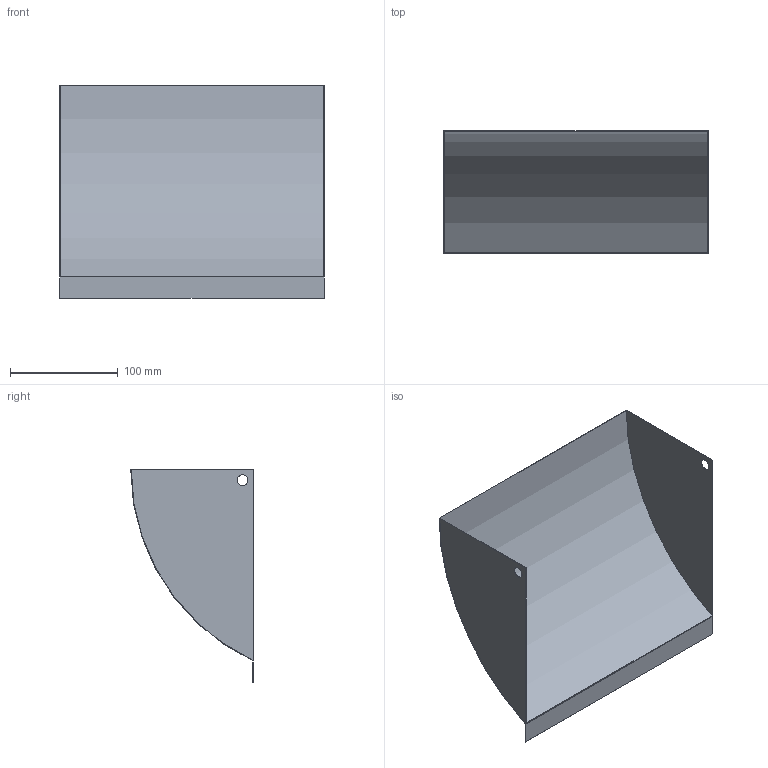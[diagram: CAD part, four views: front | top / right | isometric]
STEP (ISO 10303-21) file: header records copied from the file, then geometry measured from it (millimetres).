
FILE_DESCRIPTION (( 'STEP AP203' ), '1' );
FILE_NAME ('Holder Door_Default_sldprt.STEP', '2022-02-22T13:17:07', ( '' ), ( '' ), 'SwSTEP 2.0', 'SolidWorks 2021', '' );
FILE_SCHEMA (( 'CONFIG_CONTROL_DESIGN' ));
Length unit declared in the file: millimetre
Products named in the file (1): Holder Door_Default_sldprt
Bounding box: 246 x 113.98 x 198 mm (x, y, z)
Volume: 44271 mm3; surface area: 177918.3 mm2
Topology: 2 solids, 2 shells, 19 faces, 45 edges, 30 vertices
Faces by surface type: plane 13, cylinder 6
Entity records: 634 total; most frequent: DIRECTION 97, CARTESIAN_POINT 95, ORIENTED_EDGE 90, EDGE_CURVE 45, VECTOR 33, LINE 33, AXIS2_PLACEMENT_3D 32, VERTEX_POINT 30
